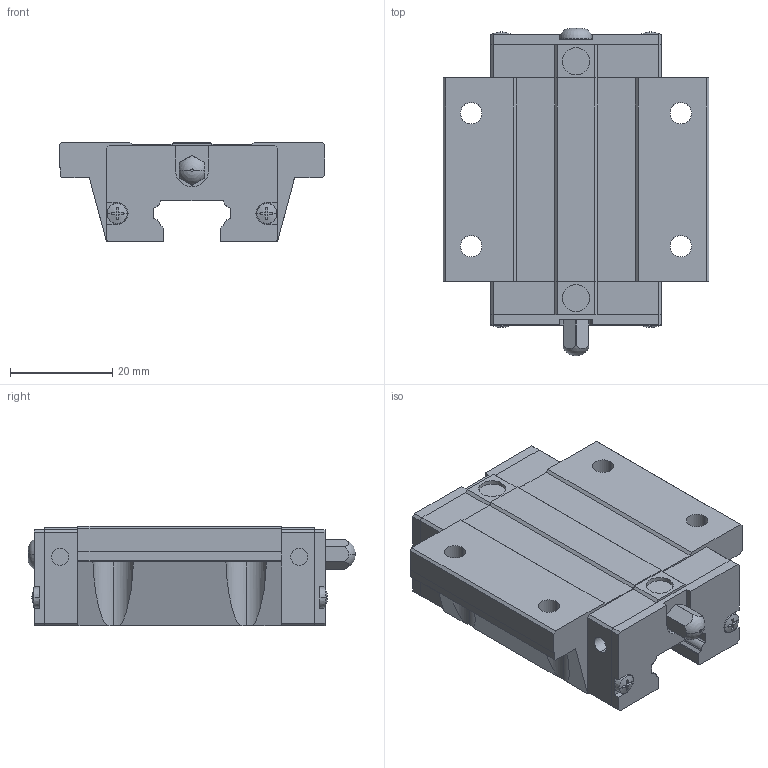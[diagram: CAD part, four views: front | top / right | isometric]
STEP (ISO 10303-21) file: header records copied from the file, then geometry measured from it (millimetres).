
FILE_DESCRIPTION(('STEP AP214'),'1');
FILE_NAME('cctmp_371BA80D-6E15-4891-9A17-034CC035F52E_2020_5_13_14_11_38_203..stp','2020-05-13T12:11:38',('HIWIN GmbH'),('CADClick - www.CADClick.com'),'Spatial InterOp 3D',' ','unknown authorization');
FILE_SCHEMA(('AUTOMOTIVE_DESIGN'));
Length unit declared in the file: millimetre
Products named in the file (1): EGW15CCZ0H_FILE
Bounding box: 52 x 63.99 x 19.5 mm (x, y, z)
Volume: 36093.5 mm3; surface area: 10786.3 mm2
Topology: 1 solids, 4 shells, 302 faces, 827 edges, 545 vertices
Faces by surface type: plane 198, cylinder 80, cone 20, sphere 2, torus 2
Entity records: 12006 total; most frequent: CARTESIAN_POINT 1867, ORIENTED_EDGE 1654, DIRECTION 1570, EDGE_CURVE 827, LINE 562, VECTOR 562, VERTEX_POINT 545, AXIS2_PLACEMENT_3D 504
